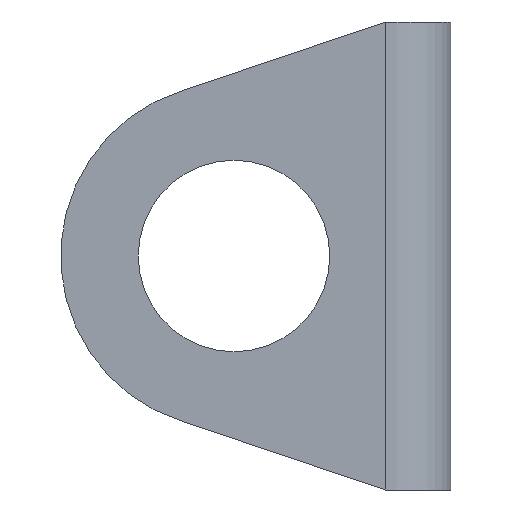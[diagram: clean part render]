
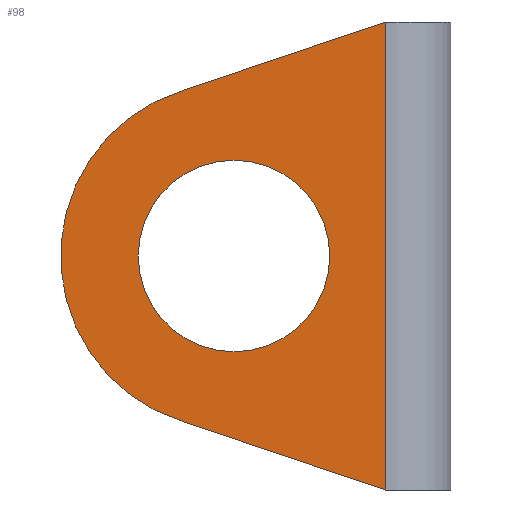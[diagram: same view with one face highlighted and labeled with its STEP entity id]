
A CAD part, left-side view. The second image highlights one B-rep face of the part: STEP entity #98.
In plain terms, the highlighted planar face has unit normal (-1, 0, 0).
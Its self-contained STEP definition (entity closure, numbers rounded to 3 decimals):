
#18 = CARTESIAN_POINT ( 'NONE',  ( 0., 48.031, 40.337 ) ) ;
#25 = DIRECTION ( 'NONE',  ( 0., 0.948, -0.319 ) ) ;
#71 = CARTESIAN_POINT ( 'NONE',  ( 0., 7.5, 54. ) ) ;
#72 = DIRECTION ( 'NONE',  ( 0., 0., -1. ) ) ;
#98 = ADVANCED_FACE ( 'NONE', ( #426, #422 ), #175, .T. ) ;
#121 = CARTESIAN_POINT ( 'NONE',  ( 0., 25., 15.95 ) ) ;
#122 = CARTESIAN_POINT ( 'NONE',  ( 0., 25., 38.05 ) ) ;
#124 = DIRECTION ( 'NONE',  ( -1., 0., 0. ) ) ;
#170 = CARTESIAN_POINT ( 'NONE',  ( 0., 0., 54. ) ) ;
#175 = PLANE ( 'NONE',  #335 ) ;
#180 = CARTESIAN_POINT ( 'NONE',  ( 0., 30.984, 7.916 ) ) ;
#181 = CARTESIAN_POINT ( 'NONE',  ( 0., 7.5, 0. ) ) ;
#188 = DIRECTION ( 'NONE',  ( -1., 0., 0. ) ) ;
#189 = CARTESIAN_POINT ( 'NONE',  ( 0., 25., 27. ) ) ;
#190 = CARTESIAN_POINT ( 'NONE',  ( 0., 30.984, 46.084 ) ) ;
#199 = DIRECTION ( 'NONE',  ( 0., 0., 1. ) ) ;
#200 = DIRECTION ( 'NONE',  ( 0., 0., 1. ) ) ;
#204 = DIRECTION ( 'NONE',  ( -1., 0., 0. ) ) ;
#205 = CARTESIAN_POINT ( 'NONE',  ( 0., 7.5, 54. ) ) ;
#206 = DIRECTION ( 'NONE',  ( 0., 0., 1. ) ) ;
#207 = DIRECTION ( 'NONE',  ( -1., 0., 0. ) ) ;
#210 = CARTESIAN_POINT ( 'NONE',  ( 0., 25., 27. ) ) ;
#217 = CARTESIAN_POINT ( 'NONE',  ( 0., 25., 27. ) ) ;
#223 = DIRECTION ( 'NONE',  ( 0., -0.948, -0.319 ) ) ;
#225 = VERTEX_POINT ( 'NONE', #205 ) ;
#228 = VERTEX_POINT ( 'NONE', #190 ) ;
#232 = VERTEX_POINT ( 'NONE', #181 ) ;
#234 = CARTESIAN_POINT ( 'NONE',  ( 0., 17.111, 3.24 ) ) ;
#235 = VERTEX_POINT ( 'NONE', #180 ) ;
#239 = DIRECTION ( 'NONE',  ( 0., 0., 1. ) ) ;
#273 = VERTEX_POINT ( 'NONE', #122 ) ;
#274 = VERTEX_POINT ( 'NONE', #121 ) ;
#283 = AXIS2_PLACEMENT_3D ( 'NONE', #189, #188, #239 ) ;
#289 = EDGE_CURVE ( 'NONE', #235, #232, #619, .T. ) ;
#292 = AXIS2_PLACEMENT_3D ( 'NONE', #217, #204, #200 ) ;
#296 = EDGE_CURVE ( 'NONE', #228, #235, #549, .T. ) ;
#298 = EDGE_CURVE ( 'NONE', #274, #273, #543, .T. ) ;
#302 = EDGE_CURVE ( 'NONE', #273, #274, #451, .T. ) ;
#335 = AXIS2_PLACEMENT_3D ( 'NONE', #170, #124, #199 ) ;
#342 = EDGE_CURVE ( 'NONE', #225, #232, #566, .T. ) ;
#359 = AXIS2_PLACEMENT_3D ( 'NONE', #210, #207, #206 ) ;
#371 = EDGE_CURVE ( 'NONE', #225, #228, #478, .T. ) ;
#388 = ORIENTED_EDGE ( 'NONE', *, *, #371, .T. ) ;
#396 = ORIENTED_EDGE ( 'NONE', *, *, #298, .F. ) ;
#422 = FACE_OUTER_BOUND ( 'NONE', #449, .T. ) ;
#426 = FACE_BOUND ( 'NONE', #573, .T. ) ;
#449 = EDGE_LOOP ( 'NONE', ( #563, #388, #469, #457 ) ) ;
#451 = CIRCLE ( 'NONE', #283, 11.05 ) ;
#457 = ORIENTED_EDGE ( 'NONE', *, *, #289, .T. ) ;
#469 = ORIENTED_EDGE ( 'NONE', *, *, #296, .T. ) ;
#478 = LINE ( 'NONE', #18, #521 ) ;
#521 = VECTOR ( 'NONE', #25, 1000. ) ;
#543 = CIRCLE ( 'NONE', #292, 11.05 ) ;
#547 = VECTOR ( 'NONE', #72, 1000. ) ;
#549 = CIRCLE ( 'NONE', #359, 20. ) ;
#563 = ORIENTED_EDGE ( 'NONE', *, *, #342, .F. ) ;
#566 = LINE ( 'NONE', #71, #547 ) ;
#573 = EDGE_LOOP ( 'NONE', ( #396, #574 ) ) ;
#574 = ORIENTED_EDGE ( 'NONE', *, *, #302, .F. ) ;
#616 = VECTOR ( 'NONE', #223, 1000. ) ;
#619 = LINE ( 'NONE', #234, #616 ) ;
